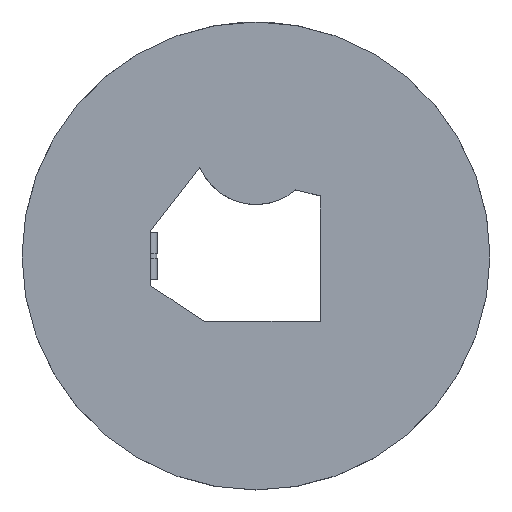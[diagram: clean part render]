
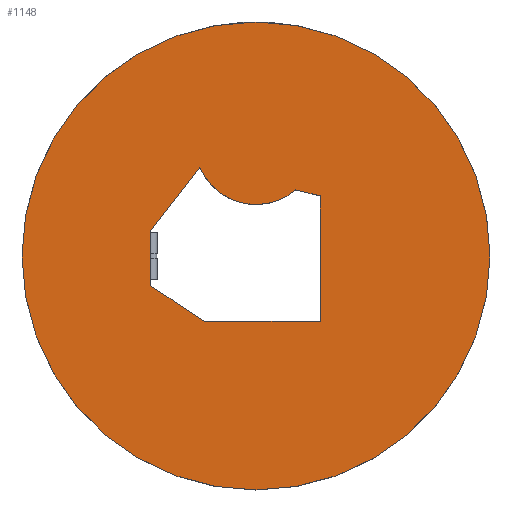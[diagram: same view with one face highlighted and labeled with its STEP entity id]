
A CAD part, top view. The second image highlights one B-rep face of the part: STEP entity #1148.
In plain terms, the highlighted planar face has unit normal (0, 0, 1).
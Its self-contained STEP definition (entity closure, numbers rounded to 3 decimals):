
#40=FACE_BOUND('',#474,.T.);
#154=LINE('',#1879,#280);
#156=LINE('',#1883,#282);
#158=LINE('',#1887,#284);
#160=LINE('',#1891,#286);
#162=LINE('',#1895,#288);
#164=LINE('',#1899,#290);
#280=VECTOR('',#1531,10.);
#282=VECTOR('',#1535,10.);
#284=VECTOR('',#1539,10.);
#286=VECTOR('',#1543,10.);
#288=VECTOR('',#1547,10.);
#290=VECTOR('',#1551,10.);
#339=PLANE('',#1253);
#400=FACE_OUTER_BOUND('',#473,.T.);
#473=EDGE_LOOP('',(#1079));
#474=EDGE_LOOP('',(#1080,#1081,#1082,#1083,#1084,#1085,#1086));
#503=CIRCLE('',#1250,13.);
#504=CIRCLE('',#1252,50.);
#605=VERTEX_POINT('',#1876);
#606=VERTEX_POINT('',#1878);
#607=VERTEX_POINT('',#1882);
#608=VERTEX_POINT('',#1886);
#609=VERTEX_POINT('',#1890);
#610=VERTEX_POINT('',#1894);
#611=VERTEX_POINT('',#1898);
#612=VERTEX_POINT('',#1904);
#756=EDGE_CURVE('',#606,#605,#154,.T.);
#758=EDGE_CURVE('',#607,#606,#156,.T.);
#760=EDGE_CURVE('',#608,#607,#158,.T.);
#762=EDGE_CURVE('',#609,#608,#160,.T.);
#764=EDGE_CURVE('',#610,#609,#162,.T.);
#766=EDGE_CURVE('',#611,#610,#164,.T.);
#768=EDGE_CURVE('',#605,#611,#503,.T.);
#769=EDGE_CURVE('',#612,#612,#504,.T.);
#1079=ORIENTED_EDGE('',*,*,#769,.T.);
#1080=ORIENTED_EDGE('',*,*,#756,.T.);
#1081=ORIENTED_EDGE('',*,*,#768,.T.);
#1082=ORIENTED_EDGE('',*,*,#766,.T.);
#1083=ORIENTED_EDGE('',*,*,#764,.T.);
#1084=ORIENTED_EDGE('',*,*,#762,.T.);
#1085=ORIENTED_EDGE('',*,*,#760,.T.);
#1086=ORIENTED_EDGE('',*,*,#758,.T.);
#1148=ADVANCED_FACE('',(#400,#40),#339,.T.);
#1250=AXIS2_PLACEMENT_3D('',#1902,#1555,#1556);
#1252=AXIS2_PLACEMENT_3D('',#1905,#1559,#1560);
#1253=AXIS2_PLACEMENT_3D('',#1907,#1562,#1563);
#1531=DIRECTION('',(0.612,0.791,0.));
#1535=DIRECTION('',(0.,1.,0.));
#1539=DIRECTION('',(-0.834,0.552,0.));
#1543=DIRECTION('',(-1.,0.,0.));
#1547=DIRECTION('',(0.,-1.,0.));
#1551=DIRECTION('',(0.972,-0.233,0.));
#1555=DIRECTION('center_axis',(0.,0.,1.));
#1556=DIRECTION('ref_axis',(-0.923,-0.385,0.));
#1559=DIRECTION('center_axis',(0.,0.,1.));
#1560=DIRECTION('ref_axis',(1.,0.,0.));
#1562=DIRECTION('center_axis',(0.,0.,1.));
#1563=DIRECTION('ref_axis',(1.,0.,0.));
#1876=CARTESIAN_POINT('',(-12.,18.999,5.));
#1878=CARTESIAN_POINT('',(-22.5,5.435,5.));
#1879=CARTESIAN_POINT('',(-19.6,9.181,5.));
#1882=CARTESIAN_POINT('',(-22.5,-6.39,5.));
#1883=CARTESIAN_POINT('',(-22.5,-3.195,5.));
#1886=CARTESIAN_POINT('',(-11.,-14.,5.));
#1887=CARTESIAN_POINT('',(-10.397,-14.399,5.));
#1890=CARTESIAN_POINT('',(13.75,-14.,5.));
#1891=CARTESIAN_POINT('',(6.875,-14.,5.));
#1894=CARTESIAN_POINT('',(13.75,12.829,5.));
#1895=CARTESIAN_POINT('',(13.75,6.415,5.));
#1898=CARTESIAN_POINT('',(8.43,14.104,5.));
#1899=CARTESIAN_POINT('',(6.042,14.676,5.));
#1902=CARTESIAN_POINT('Origin',(0.,24.,5.));
#1904=CARTESIAN_POINT('',(-50.,0.,5.));
#1905=CARTESIAN_POINT('Origin',(0.,0.,5.));
#1907=CARTESIAN_POINT('Origin',(0.,0.,5.));
